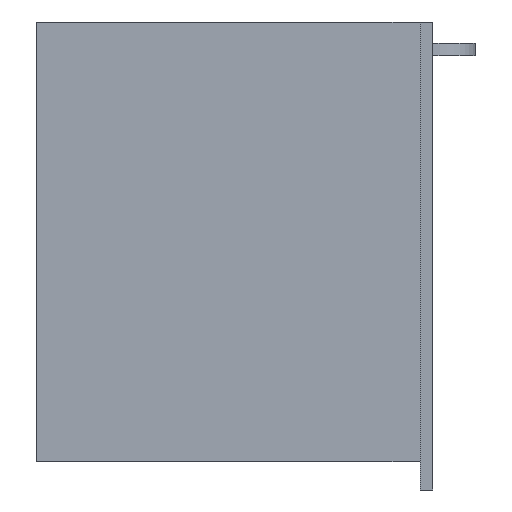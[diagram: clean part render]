
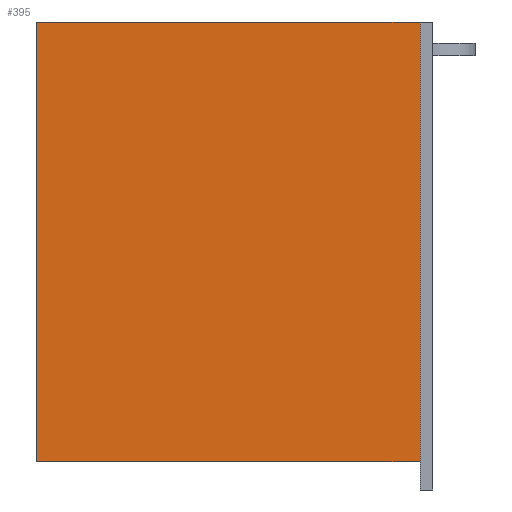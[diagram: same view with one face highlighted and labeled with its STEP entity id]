
A CAD part, left-side view. The second image highlights one B-rep face of the part: STEP entity #395.
In plain terms, the highlighted planar face has unit normal (-1, 0, 0).
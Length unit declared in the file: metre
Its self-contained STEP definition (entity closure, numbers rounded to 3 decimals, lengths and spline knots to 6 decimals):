
#32=ORIENTED_EDGE('',*,*,#140,.F.);
#33=ORIENTED_EDGE('',*,*,#141,.F.);
#34=ORIENTED_EDGE('',*,*,#142,.T.);
#35=ORIENTED_EDGE('',*,*,#143,.T.);
#140=EDGE_CURVE('',#194,#195,#230,.T.);
#141=EDGE_CURVE('',#196,#194,#231,.T.);
#142=EDGE_CURVE('',#196,#197,#232,.T.);
#143=EDGE_CURVE('',#197,#195,#233,.T.);
#194=VERTEX_POINT('',#591);
#195=VERTEX_POINT('',#592);
#196=VERTEX_POINT('',#594);
#197=VERTEX_POINT('',#596);
#230=LINE('',#590,#276);
#231=LINE('',#593,#277);
#232=LINE('',#595,#278);
#233=LINE('',#597,#279);
#276=VECTOR('',#476,1.);
#277=VECTOR('',#477,1.);
#278=VECTOR('',#478,1.);
#279=VECTOR('',#479,1.);
#316=EDGE_LOOP('',(#32,#33,#34,#35));
#346=FACE_BOUND('',#316,.T.);
#376=PLANE('',#431);
#395=ADVANCED_FACE('',(#346),#376,.F.);
#431=AXIS2_PLACEMENT_3D('',#589,#474,#475);
#474=DIRECTION('',(1.,0.,0.));
#475=DIRECTION('',(0.,1.,0.));
#476=DIRECTION('',(0.,0.,-1.));
#477=DIRECTION('',(0.,-1.,0.));
#478=DIRECTION('',(0.,0.,-1.));
#479=DIRECTION('',(0.,-1.,0.));
#589=CARTESIAN_POINT('',(-0.1085,0.,0.311));
#590=CARTESIAN_POINT('',(-0.1085,-0.131,0.311));
#591=CARTESIAN_POINT('',(-0.1085,-0.131,0.311));
#592=CARTESIAN_POINT('',(-0.1085,-0.131,0.));
#593=CARTESIAN_POINT('',(-0.1085,0.,0.311));
#594=CARTESIAN_POINT('',(-0.1085,0.14,0.311));
#595=CARTESIAN_POINT('',(-0.1085,0.14,0.311));
#596=CARTESIAN_POINT('',(-0.1085,0.14,0.));
#597=CARTESIAN_POINT('',(-0.1085,0.,0.));
